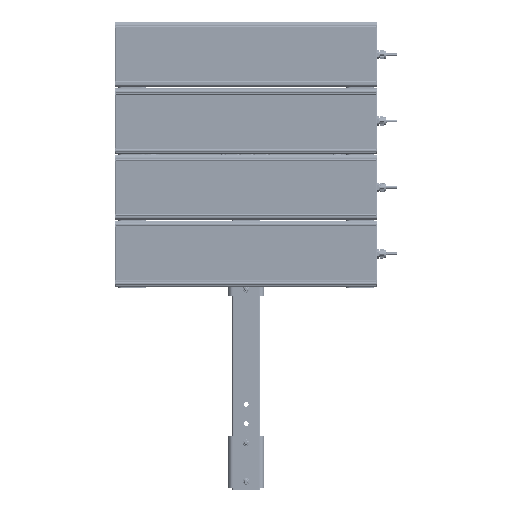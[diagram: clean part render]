
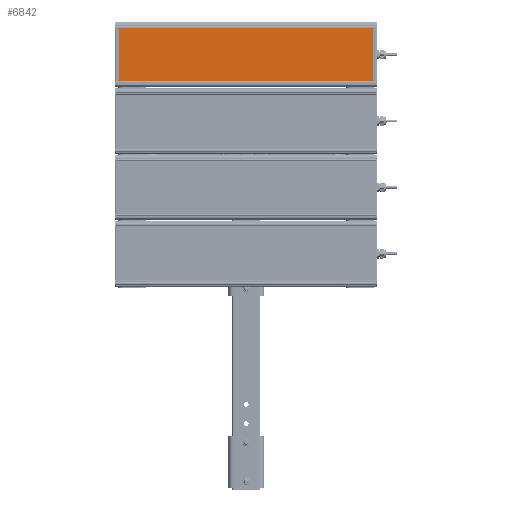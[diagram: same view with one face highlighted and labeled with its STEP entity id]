
A CAD part, front view. The second image highlights one B-rep face of the part: STEP entity #6842.
In plain terms, the highlighted face is planar.
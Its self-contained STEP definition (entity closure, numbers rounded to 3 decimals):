
#6842=ADVANCED_FACE('',(#17261),#17263,.T.);
#17261=FACE_BOUND('',#17262,.T.);
#17262=EDGE_LOOP('',(#51069,#51070,#51071,#51072));
#17263=PLANE('',#17264);
#17264=AXIS2_PLACEMENT_3D('',#17265,#17266,#17267);
#17265=CARTESIAN_POINT('',(2111.497,401.002,-34.582));
#17266=DIRECTION('',(0.,0.,-1.));
#17267=DIRECTION('',(0.,1.,0.));
#51069=ORIENTED_EDGE('',*,*,#60463,.F.);
#51070=ORIENTED_EDGE('',*,*,#60462,.T.);
#51071=ORIENTED_EDGE('',*,*,#60464,.F.);
#51072=ORIENTED_EDGE('',*,*,#60465,.F.);
#60462=EDGE_CURVE('',#67452,#67456,#67458,.T.);
#60463=EDGE_CURVE('',#67452,#67459,#67460,.T.);
#60464=EDGE_CURVE('',#67461,#67456,#67462,.T.);
#60465=EDGE_CURVE('',#67459,#67461,#67463,.T.);
#67452=VERTEX_POINT('',#88554);
#67456=VERTEX_POINT('',#88562);
#67458=LINE('',#88566,#88567);
#67459=VERTEX_POINT('',#88569);
#67460=LINE('',#88570,#88571);
#67461=VERTEX_POINT('',#88573);
#67462=LINE('',#88574,#88575);
#67463=LINE('',#88577,#88578);
#88554=CARTESIAN_POINT('',(2111.497,565.13,-34.582));
#88562=CARTESIAN_POINT('',(2857.497,565.13,-34.582));
#88566=CARTESIAN_POINT('',(2111.497,565.13,-34.582));
#88567=VECTOR('',#88568,1.);
#88568=DIRECTION('',(1.,0.,0.));
#88569=CARTESIAN_POINT('',(2111.497,401.002,-34.582));
#88570=CARTESIAN_POINT('',(2111.497,565.13,-34.582));
#88571=VECTOR('',#88572,1.);
#88572=DIRECTION('',(0.,-1.,0.));
#88573=CARTESIAN_POINT('',(2857.497,401.002,-34.582));
#88574=CARTESIAN_POINT('',(2857.497,401.002,-34.582));
#88575=VECTOR('',#88576,1.);
#88576=DIRECTION('',(0.,1.,0.));
#88577=CARTESIAN_POINT('',(2111.497,401.002,-34.582));
#88578=VECTOR('',#88579,1.);
#88579=DIRECTION('',(1.,0.,0.));
